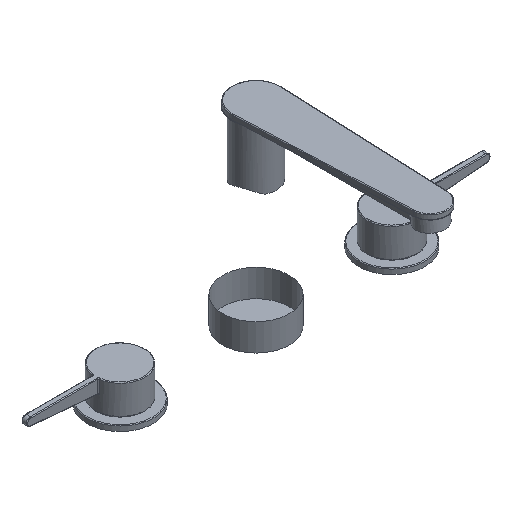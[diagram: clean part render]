
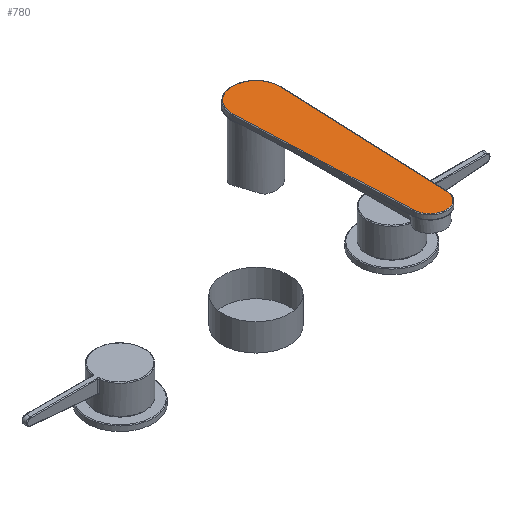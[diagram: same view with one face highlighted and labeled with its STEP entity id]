
A CAD part, isometric view. The second image highlights one B-rep face of the part: STEP entity #780.
In plain terms, the highlighted planar face has unit normal (0, 0, 1).
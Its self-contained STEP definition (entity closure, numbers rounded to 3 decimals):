
#304=PLANE('',#2176);
#465=CIRCLE('',#2174,12.);
#466=CIRCLE('',#2175,17.4);
#558=LINE('',#6365,#658);
#559=LINE('',#6373,#659);
#658=VECTOR('',#2718,1.);
#659=VECTOR('',#2727,1.);
#780=ADVANCED_FACE('',(#893),#304,.T.);
#893=FACE_OUTER_BOUND('',#1023,.T.);
#1023=EDGE_LOOP('',(#1447,#1448,#1449,#1450));
#1447=ORIENTED_EDGE('',*,*,#1907,.T.);
#1448=ORIENTED_EDGE('',*,*,#1908,.F.);
#1449=ORIENTED_EDGE('',*,*,#1909,.T.);
#1450=ORIENTED_EDGE('',*,*,#1904,.F.);
#1677=VERTEX_POINT('',#6366);
#1678=VERTEX_POINT('',#6367);
#1679=VERTEX_POINT('',#6372);
#1680=VERTEX_POINT('',#6374);
#1904=EDGE_CURVE('',#1677,#1678,#558,.T.);
#1907=EDGE_CURVE('',#1677,#1679,#465,.T.);
#1908=EDGE_CURVE('',#1680,#1679,#559,.T.);
#1909=EDGE_CURVE('',#1680,#1678,#466,.T.);
#2174=AXIS2_PLACEMENT_3D('',#6371,#2725,#2726);
#2175=AXIS2_PLACEMENT_3D('',#6375,#2728,#2729);
#2176=AXIS2_PLACEMENT_3D('',#6376,#2730,#2731);
#2718=DIRECTION('',(-0.042,0.999,0.));
#2725=DIRECTION('',(0.,0.,1.));
#2726=DIRECTION('',(-0.999,-0.042,0.));
#2727=DIRECTION('',(-0.042,-0.999,0.));
#2728=DIRECTION('',(0.,0.,1.));
#2729=DIRECTION('',(0.999,-0.042,0.));
#2730=DIRECTION('',(0.,0.,1.));
#2731=DIRECTION('',(1.,0.,0.));
#6365=CARTESIAN_POINT('',(-11.989,-141.908,121.198));
#6366=CARTESIAN_POINT('',(-11.989,-141.908,121.198));
#6367=CARTESIAN_POINT('',(-17.385,-14.136,121.198));
#6371=CARTESIAN_POINT('',(0.,-141.402,121.198));
#6372=CARTESIAN_POINT('',(11.989,-141.908,121.198));
#6373=CARTESIAN_POINT('',(17.385,-14.136,121.198));
#6374=CARTESIAN_POINT('',(17.385,-14.136,121.198));
#6375=CARTESIAN_POINT('',(0.,-13.402,121.198));
#6376=CARTESIAN_POINT('',(-25.267,-161.231,121.198));
